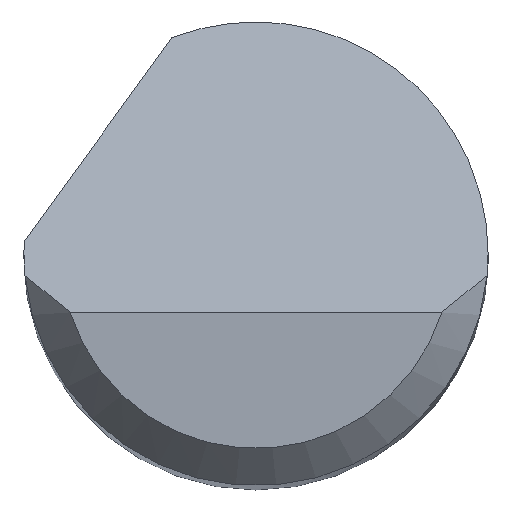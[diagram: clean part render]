
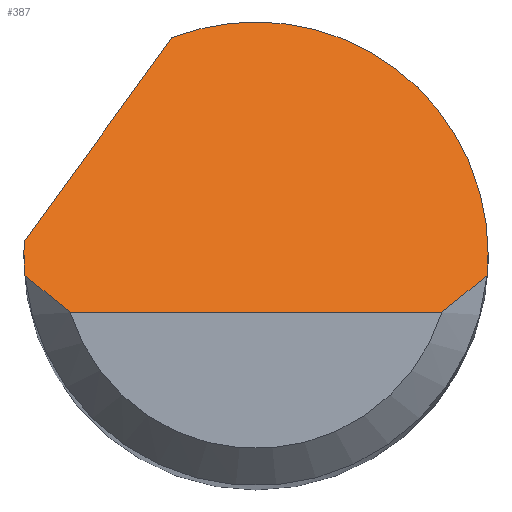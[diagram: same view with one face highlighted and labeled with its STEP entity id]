
A CAD part, top view. The second image highlights one B-rep face of the part: STEP entity #387.
In plain terms, the highlighted planar face has unit normal (0, 0.707, 0.707).
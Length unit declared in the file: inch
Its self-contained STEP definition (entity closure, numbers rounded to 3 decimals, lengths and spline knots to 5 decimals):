
#4 = CARTESIAN_POINT ( 'NONE',  ( 0.08761, -0.01397, 1.99022 ) ) ;
#42 = CARTESIAN_POINT ( 'NONE',  ( -0.07508, -0.02375, 2. ) ) ;
#58 = CARTESIAN_POINT ( 'NONE',  ( -0.09375, -0.02375, 2. ) ) ;
#64 = PLANE ( 'NONE',  #284 ) ;
#78 = ORIENTED_EDGE ( 'NONE', *, *, #549, .F. ) ;
#82 = VECTOR ( 'NONE', #240, 39.37008 ) ;
#93 = CARTESIAN_POINT ( 'NONE',  ( -0.09334, -0.00875, 1.985 ) ) ;
#99 = EDGE_CURVE ( 'NONE', #519, #131, #292, .T. ) ;
#102 = CARTESIAN_POINT ( 'NONE',  ( 0.07508, -0.02375, 2. ) ) ;
#107 = CARTESIAN_POINT ( 'NONE',  ( -0.11014, -0.01781, 1.99406 ) ) ;
#116 = VERTEX_POINT ( 'NONE', #518 ) ;
#131 = VERTEX_POINT ( 'NONE', #484 ) ;
#136 = CARTESIAN_POINT ( 'NONE',  ( -0.09362, 0.005, 1.97125 ) ) ;
#141 = CARTESIAN_POINT ( 'NONE',  ( -0.07508, -0.02375, 2. ) ) ;
#143 = CARTESIAN_POINT ( 'NONE',  ( 0.09375, 0., 1.97625 ) ) ;
#173 = ORIENTED_EDGE ( 'NONE', *, *, #407, .F. ) ;
#180 = CARTESIAN_POINT ( 'NONE',  ( -0.09375, 0., 1.97625 ) ) ;
#203 = EDGE_CURVE ( 'NONE', #640, #654, #242, .T. ) ;
#236 = CARTESIAN_POINT ( 'NONE',  ( -0.09375, 0., 1.97625 ) ) ;
#240 = DIRECTION ( 'NONE',  ( 1., 0., 0. ) ) ;
#242 = B_SPLINE_CURVE_WITH_KNOTS ( 'NONE', 3,
 ( #535, #732, #793, #141 ),
 .UNSPECIFIED., .F., .F.,
 ( 4, 4 ),
 ( 0., 0.00071 ),
 .UNSPECIFIED. ) ;
#244 = CARTESIAN_POINT ( 'NONE',  ( -0.09334, -0.00875, 1.985 ) ) ;
#255 = CARTESIAN_POINT ( 'NONE',  ( -0.09375, 0., 1.97625 ) ) ;
#257 = EDGE_LOOP ( 'NONE', ( #666, #558, #564, #78, #796, #541, #173, #526 ) ) ;
#269 = CARTESIAN_POINT ( 'NONE',  ( 0.03379, 0.11369, 1.86256 ) ) ;
#272 = CARTESIAN_POINT ( 'NONE',  ( 0.09334, -0.00875, 1.985 ) ) ;
#284 = AXIS2_PLACEMENT_3D ( 'NONE', #58, #514, #765 ) ;
#292 = LINE ( 'NONE', #107, #769 ) ;
#323 = CARTESIAN_POINT ( 'NONE',  ( 0.07508, -0.02375, 2. ) ) ;
#327 = CARTESIAN_POINT ( 'NONE',  ( 0.09375, -0.00292, 1.97917 ) ) ;
#384 = FACE_OUTER_BOUND ( 'NONE', #257, .T. ) ;
#387 = ADVANCED_FACE ( 'NONE', ( #384 ), #64, .F. ) ;
#407 = EDGE_CURVE ( 'NONE', #640, #610, #422, .T. ) ;
#419 = EDGE_CURVE ( 'NONE', #654, #588, #452, .T. ) ;
#422 =( BOUNDED_CURVE ( )  B_SPLINE_CURVE ( 3, ( #244, #712, #830, #255 ),
 .UNSPECIFIED., .F., .T. ) 
 B_SPLINE_CURVE_WITH_KNOTS ( ( 4, 4 ),
 ( 4.61892, 4.71239 ),
 .UNSPECIFIED. ) 
 CURVE ( )  GEOMETRIC_REPRESENTATION_ITEM ( )  RATIONAL_B_SPLINE_CURVE ( ( 1., 0.999, 0.999, 1. ) ) 
 REPRESENTATION_ITEM ( '' )  );
#428 =( BOUNDED_CURVE ( )  B_SPLINE_CURVE ( 3, ( #143, #327, #733, #272 ),
 .UNSPECIFIED., .F., .T. ) 
 B_SPLINE_CURVE_WITH_KNOTS ( ( 4, 4 ),
 ( 1.5708, 1.66427 ),
 .UNSPECIFIED. ) 
 CURVE ( )  GEOMETRIC_REPRESENTATION_ITEM ( )  RATIONAL_B_SPLINE_CURVE ( ( 1., 0.999, 0.999, 1. ) ) 
 REPRESENTATION_ITEM ( '' )  );
#452 = LINE ( 'NONE', #775, #82 ) ;
#464 = CARTESIAN_POINT ( 'NONE',  ( 0.09334, -0.00875, 1.985 ) ) ;
#468 = EDGE_CURVE ( 'NONE', #588, #116, #806, .T. ) ;
#484 = CARTESIAN_POINT ( 'NONE',  ( -0.03394, 0.08739, 1.88886 ) ) ;
#514 = DIRECTION ( 'NONE',  ( 0., -0.707, -0.707 ) ) ;
#518 = CARTESIAN_POINT ( 'NONE',  ( 0.09334, -0.00875, 1.985 ) ) ;
#519 = VERTEX_POINT ( 'NONE', #136 ) ;
#522 = EDGE_CURVE ( 'NONE', #719, #116, #428, .T. ) ;
#526 = ORIENTED_EDGE ( 'NONE', *, *, #203, .T. ) ;
#527 = CARTESIAN_POINT ( 'NONE',  ( 0.09375, 0.07266, 1.90359 ) ) ;
#535 = CARTESIAN_POINT ( 'NONE',  ( -0.09334, -0.00875, 1.985 ) ) ;
#541 = ORIENTED_EDGE ( 'NONE', *, *, #720, .F. ) ;
#549 = EDGE_CURVE ( 'NONE', #131, #719, #675, .T. ) ;
#558 = ORIENTED_EDGE ( 'NONE', *, *, #468, .T. ) ;
#564 = ORIENTED_EDGE ( 'NONE', *, *, #522, .F. ) ;
#587 = CARTESIAN_POINT ( 'NONE',  ( -0.09375, 0.00167, 1.97458 ) ) ;
#588 = VERTEX_POINT ( 'NONE', #102 ) ;
#610 = VERTEX_POINT ( 'NONE', #236 ) ;
#640 = VERTEX_POINT ( 'NONE', #93 ) ;
#654 = VERTEX_POINT ( 'NONE', #42 ) ;
#655 = CARTESIAN_POINT ( 'NONE',  ( 0.09375, 0., 1.97625 ) ) ;
#656 =( BOUNDED_CURVE ( )  B_SPLINE_CURVE ( 3, ( #180, #587, #771, #708 ),
 .UNSPECIFIED., .F., .T. ) 
 B_SPLINE_CURVE_WITH_KNOTS ( ( 4, 4 ),
 ( 4.71239, 4.76575 ),
 .UNSPECIFIED. ) 
 CURVE ( )  GEOMETRIC_REPRESENTATION_ITEM ( )  RATIONAL_B_SPLINE_CURVE ( ( 1., 1., 1., 1. ) ) 
 REPRESENTATION_ITEM ( '' )  );
#665 = CARTESIAN_POINT ( 'NONE',  ( -0.03394, 0.08739, 1.88886 ) ) ;
#666 = ORIENTED_EDGE ( 'NONE', *, *, #419, .T. ) ;
#675 =( BOUNDED_CURVE ( )  B_SPLINE_CURVE ( 3, ( #665, #269, #527, #655 ),
 .UNSPECIFIED., .F., .T. ) 
 B_SPLINE_CURVE_WITH_KNOTS ( ( 4, 4 ),
 ( 5.91277, 7.85398 ),
 .UNSPECIFIED. ) 
 CURVE ( )  GEOMETRIC_REPRESENTATION_ITEM ( )  RATIONAL_B_SPLINE_CURVE ( ( 1., 0.71, 0.71, 1. ) ) 
 REPRESENTATION_ITEM ( '' )  );
#708 = CARTESIAN_POINT ( 'NONE',  ( -0.09362, 0.005, 1.97125 ) ) ;
#712 = CARTESIAN_POINT ( 'NONE',  ( -0.09361, -0.00584, 1.98209 ) ) ;
#719 = VERTEX_POINT ( 'NONE', #755 ) ;
#720 = EDGE_CURVE ( 'NONE', #610, #519, #656, .T. ) ;
#732 = CARTESIAN_POINT ( 'NONE',  ( -0.08761, -0.01397, 1.99022 ) ) ;
#733 = CARTESIAN_POINT ( 'NONE',  ( 0.09361, -0.00584, 1.98209 ) ) ;
#755 = CARTESIAN_POINT ( 'NONE',  ( 0.09375, 0., 1.97625 ) ) ;
#759 = DIRECTION ( 'NONE',  ( 0.456, 0.629, -0.629 ) ) ;
#765 = DIRECTION ( 'NONE',  ( 0., 0.707, -0.707 ) ) ;
#769 = VECTOR ( 'NONE', #759, 39.37008 ) ;
#771 = CARTESIAN_POINT ( 'NONE',  ( -0.09371, 0.00333, 1.97292 ) ) ;
#775 = CARTESIAN_POINT ( 'NONE',  ( 0., -0.02375, 2. ) ) ;
#788 = CARTESIAN_POINT ( 'NONE',  ( 0.08157, -0.019, 1.99525 ) ) ;
#793 = CARTESIAN_POINT ( 'NONE',  ( -0.08157, -0.019, 1.99525 ) ) ;
#796 = ORIENTED_EDGE ( 'NONE', *, *, #99, .F. ) ;
#806 = B_SPLINE_CURVE_WITH_KNOTS ( 'NONE', 3,
 ( #323, #788, #4, #464 ),
 .UNSPECIFIED., .F., .F.,
 ( 4, 4 ),
 ( 0., 0.00071 ),
 .UNSPECIFIED. ) ;
#830 = CARTESIAN_POINT ( 'NONE',  ( -0.09375, -0.00292, 1.97917 ) ) ;
